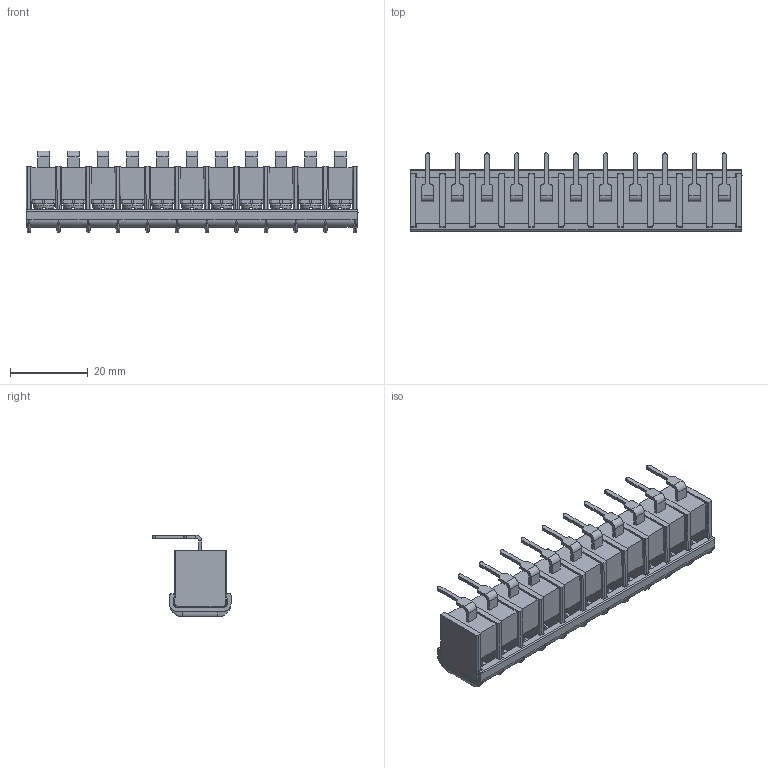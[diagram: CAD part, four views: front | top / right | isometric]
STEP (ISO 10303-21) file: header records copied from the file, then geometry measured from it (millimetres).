
FILE_DESCRIPTION( ('This file contains a STEP AP42 implementation' ,'as created by ZW3D STEP Interface translator.') ,'2;1' );
FILE_NAME( 'BH762-11RSNBNW01.stp' ,'231122.163111', (''), ('ZWCAD Software Co.'), 'Version 1.0', 'ZW3D to STEP translator', '' );
FILE_SCHEMA(('AUTOMOTIVE_DESIGN { 1 0 10303 214 1 1 1 1 }'));
Length unit declared in the file: millimetre
Products named in the file (9): 0; BH762-11RSNBNW01; _____MB030-2SXX01-SCROW_________9_1; _____MB030___________ASM_9_1; ____5_9_1; ____2_9_1; ____3_9_1; ____1_9_1; ____4_9_1
Assembly tree (27 placements, depth 3):
  0
  BH762-11RSNBNW01
    _____MB030-2SXX01-SCROW_________9_1  x11
    _____MB030___________ASM_9_1  x11
      ____5_9_1
      ____2_9_1
      ____3_9_1
      ____1_9_1
      ____4_9_1
Bounding box: 85.32 x 20.05 x 21 mm (x, y, z)
Volume: 13305.1 mm3; surface area: 13501.1 mm2
Topology: 67 solids, 67 shells, 1884 faces, 5036 edges, 3250 vertices
Faces by surface type: plane 897, cylinder 485, bspline 296, cone 132, torus 74
Full cylindrical faces by diameter (mm): 6.2 x11
Entity records: 45070 total; most frequent: CARTESIAN_POINT 14582, ORIENTED_EDGE 6632, DIRECTION 5426, EDGE_CURVE 3316, VERTEX_POINT 2110, VECTOR 1834, LINE 1834, AXIS2_PLACEMENT_3D 1796
